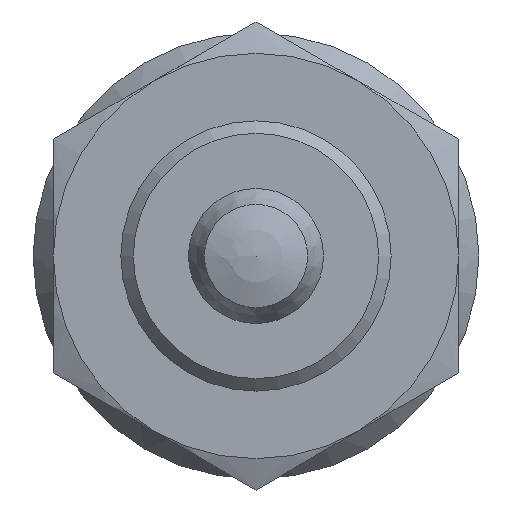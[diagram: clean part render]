
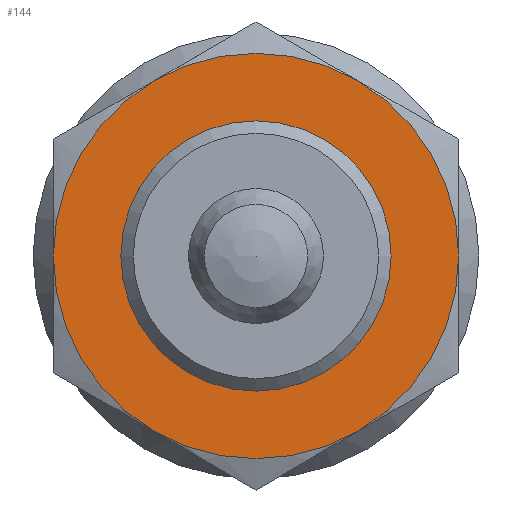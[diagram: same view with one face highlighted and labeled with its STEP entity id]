
A CAD part, front view. The second image highlights one B-rep face of the part: STEP entity #144.
In plain terms, the highlighted planar face has unit normal (0, -1, 0).
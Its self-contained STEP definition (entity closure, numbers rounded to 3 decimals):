
#144 = ADVANCED_FACE( '', ( #337, #338 ), #339, .F. );
#337 = FACE_BOUND( '', #581, .T. );
#338 = FACE_OUTER_BOUND( '', #582, .T. );
#339 = PLANE( '', #583 );
#581 = EDGE_LOOP( '', ( #943 ) );
#582 = EDGE_LOOP( '', ( #944, #945, #946, #947, #948, #949 ) );
#583 = AXIS2_PLACEMENT_3D( '', #950, #951, #952 );
#943 = ORIENTED_EDGE( '', *, *, #1444, .T. );
#944 = ORIENTED_EDGE( '', *, *, #1445, .T. );
#945 = ORIENTED_EDGE( '', *, *, #1446, .T. );
#946 = ORIENTED_EDGE( '', *, *, #1447, .T. );
#947 = ORIENTED_EDGE( '', *, *, #1372, .T. );
#948 = ORIENTED_EDGE( '', *, *, #1448, .T. );
#949 = ORIENTED_EDGE( '', *, *, #1449, .T. );
#950 = CARTESIAN_POINT( '', ( 15., -19., 0. ) );
#951 = DIRECTION( '', ( 0., 1., 0. ) );
#952 = DIRECTION( '', ( 0., 0., 1. ) );
#1372 = EDGE_CURVE( '', #1632, #1629, #1633, .T. );
#1444 = EDGE_CURVE( '', #1743, #1743, #1744, .T. );
#1445 = EDGE_CURVE( '', #1745, #1746, #1747, .T. );
#1446 = EDGE_CURVE( '', #1746, #1614, #1748, .T. );
#1447 = EDGE_CURVE( '', #1614, #1632, #1749, .T. );
#1448 = EDGE_CURVE( '', #1629, #1750, #1751, .T. );
#1449 = EDGE_CURVE( '', #1750, #1745, #1752, .T. );
#1614 = VERTEX_POINT( '', #2118 );
#1629 = VERTEX_POINT( '', #2146 );
#1632 = VERTEX_POINT( '', #2154 );
#1633 = CIRCLE( '', #2155, 15. );
#1743 = VERTEX_POINT( '', #2313 );
#1744 = CIRCLE( '', #2314, 10. );
#1745 = VERTEX_POINT( '', #2315 );
#1746 = VERTEX_POINT( '', #2316 );
#1747 = CIRCLE( '', #2317, 15. );
#1748 = CIRCLE( '', #2318, 15. );
#1749 = CIRCLE( '', #2319, 15. );
#1750 = VERTEX_POINT( '', #2320 );
#1751 = CIRCLE( '', #2321, 15. );
#1752 = CIRCLE( '', #2322, 15. );
#2118 = CARTESIAN_POINT( '', ( 7.5, -19., 12.99 ) );
#2146 = CARTESIAN_POINT( '', ( -15., -19., 0. ) );
#2154 = CARTESIAN_POINT( '', ( -7.5, -19., 12.99 ) );
#2155 = AXIS2_PLACEMENT_3D( '', #2588, #2589, #2590 );
#2313 = CARTESIAN_POINT( '', ( 0., -19., 10. ) );
#2314 = AXIS2_PLACEMENT_3D( '', #2685, #2686, #2687 );
#2315 = CARTESIAN_POINT( '', ( 7.5, -19., -12.99 ) );
#2316 = CARTESIAN_POINT( '', ( 15., -19., 0. ) );
#2317 = AXIS2_PLACEMENT_3D( '', #2688, #2689, #2690 );
#2318 = AXIS2_PLACEMENT_3D( '', #2691, #2692, #2693 );
#2319 = AXIS2_PLACEMENT_3D( '', #2694, #2695, #2696 );
#2320 = CARTESIAN_POINT( '', ( -7.5, -19., -12.99 ) );
#2321 = AXIS2_PLACEMENT_3D( '', #2697, #2698, #2699 );
#2322 = AXIS2_PLACEMENT_3D( '', #2700, #2701, #2702 );
#2588 = CARTESIAN_POINT( '', ( 0., -19., 0. ) );
#2589 = DIRECTION( '', ( 0., -1., 0. ) );
#2590 = DIRECTION( '', ( 0., 0., -1. ) );
#2685 = CARTESIAN_POINT( '', ( 0., -19., 0. ) );
#2686 = DIRECTION( '', ( 0., 1., 0. ) );
#2687 = DIRECTION( '', ( 0., 0., 1. ) );
#2688 = CARTESIAN_POINT( '', ( 0., -19., 0. ) );
#2689 = DIRECTION( '', ( 0., -1., 0. ) );
#2690 = DIRECTION( '', ( 0., 0., -1. ) );
#2691 = CARTESIAN_POINT( '', ( 0., -19., 0. ) );
#2692 = DIRECTION( '', ( 0., -1., 0. ) );
#2693 = DIRECTION( '', ( 0., 0., -1. ) );
#2694 = CARTESIAN_POINT( '', ( 0., -19., 0. ) );
#2695 = DIRECTION( '', ( 0., -1., 0. ) );
#2696 = DIRECTION( '', ( 0., 0., -1. ) );
#2697 = CARTESIAN_POINT( '', ( 0., -19., 0. ) );
#2698 = DIRECTION( '', ( 0., -1., 0. ) );
#2699 = DIRECTION( '', ( 0., 0., -1. ) );
#2700 = CARTESIAN_POINT( '', ( 0., -19., 0. ) );
#2701 = DIRECTION( '', ( 0., -1., 0. ) );
#2702 = DIRECTION( '', ( 0., 0., -1. ) );
